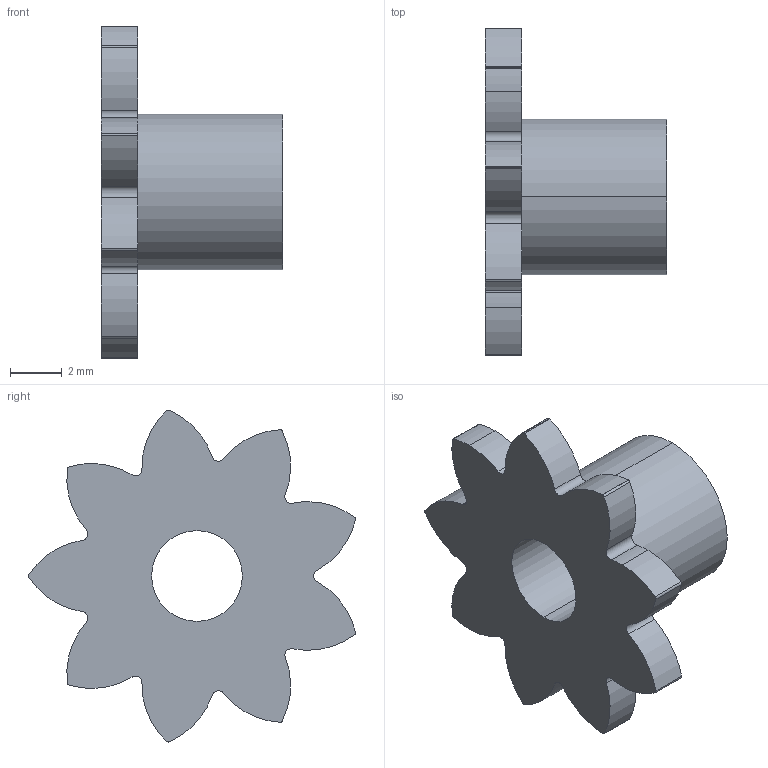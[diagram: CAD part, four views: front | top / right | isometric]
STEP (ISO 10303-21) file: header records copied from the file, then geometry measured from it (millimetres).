
FILE_DESCRIPTION (( 'STEP AP214' ), '1' );
FILE_NAME ('Counter - Carry Gear.STEP', '2025-07-06T08:34:35', ( '' ), ( '' ), 'SwSTEP 2.0', 'SolidWorks 2025', '' );
FILE_SCHEMA (( 'AUTOMOTIVE_DESIGN' ));
Length unit declared in the file: millimetre
Products named in the file (1): Counter - Carry Gear
Bounding box: 7 x 12.61 x 12.81 mm (x, y, z)
Volume: 228 mm3; surface area: 430.8 mm2
Topology: 1 solids, 1 shells, 50 faces, 141 edges, 94 vertices
Faces by surface type: cylinder 47, plane 3
Entity records: 1717 total; most frequent: DIRECTION 337, CARTESIAN_POINT 286, ORIENTED_EDGE 282, AXIS2_PLACEMENT_3D 145, EDGE_CURVE 141, VERTEX_POINT 94, CIRCLE 94, EDGE_LOOP 53
